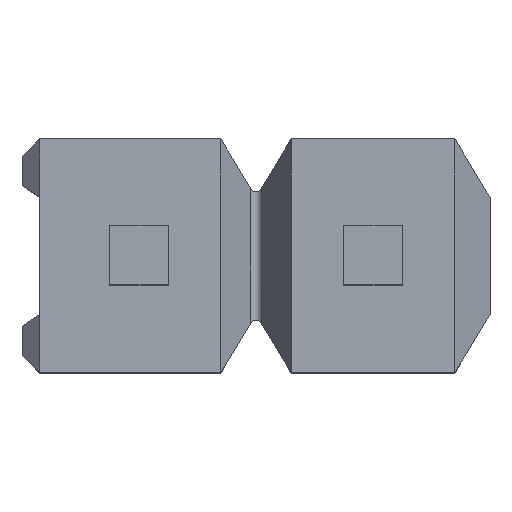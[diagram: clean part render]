
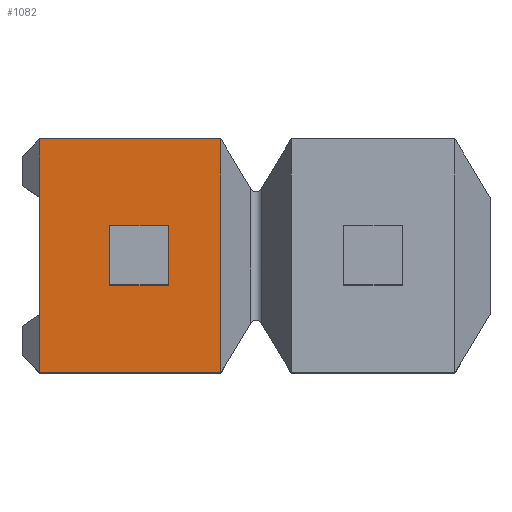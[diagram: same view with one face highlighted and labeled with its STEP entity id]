
A CAD part, top view. The second image highlights one B-rep face of the part: STEP entity #1082.
In plain terms, the highlighted planar face has unit normal (0, 0, 1).
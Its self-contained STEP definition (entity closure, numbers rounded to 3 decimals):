
#191=DIRECTION('',(1.,0.,0.));
#192=VECTOR('',#191,0.5);
#193=CARTESIAN_POINT('',(-1.25,-0.25,0.));
#194=LINE('',#193,#192);
#195=DIRECTION('',(0.,1.,0.));
#196=VECTOR('',#195,0.5);
#197=CARTESIAN_POINT('',(-0.75,-0.25,0.));
#198=LINE('',#197,#196);
#199=DIRECTION('',(1.,0.,0.));
#200=VECTOR('',#199,0.5);
#201=CARTESIAN_POINT('',(-1.25,0.25,0.));
#202=LINE('',#201,#200);
#203=DIRECTION('',(0.,1.,0.));
#204=VECTOR('',#203,0.5);
#205=CARTESIAN_POINT('',(-1.25,-0.25,0.));
#206=LINE('',#205,#204);
#235=DIRECTION('',(0.,1.,0.));
#236=VECTOR('',#235,0.5);
#237=CARTESIAN_POINT('',(-1.85,0.5,0.));
#238=LINE('',#237,#236);
#239=DIRECTION('',(1.,0.,0.));
#240=VECTOR('',#239,1.55);
#241=CARTESIAN_POINT('',(-1.85,1.,0.));
#242=LINE('',#241,#240);
#243=DIRECTION('',(0.,-1.,0.));
#244=VECTOR('',#243,2.);
#245=CARTESIAN_POINT('',(-0.3,1.,0.));
#246=LINE('',#245,#244);
#247=DIRECTION('',(0.,1.,0.));
#248=VECTOR('',#247,0.5);
#249=CARTESIAN_POINT('',(-1.85,-1.,0.));
#250=LINE('',#249,#248);
#251=DIRECTION('',(0.,1.,0.));
#252=VECTOR('',#251,1.);
#253=CARTESIAN_POINT('',(-1.85,-0.5,0.));
#254=LINE('',#253,#252);
#633=DIRECTION('',(1.,0.,0.));
#634=VECTOR('',#633,1.55);
#635=CARTESIAN_POINT('',(-1.85,-1.,0.));
#636=LINE('',#635,#634);
#769=CARTESIAN_POINT('',(-0.3,1.,0.));
#770=CARTESIAN_POINT('',(-0.3,-1.,0.));
#771=VERTEX_POINT('',#769);
#772=VERTEX_POINT('',#770);
#793=CARTESIAN_POINT('',(-1.85,0.5,0.));
#795=VERTEX_POINT('',#793);
#799=CARTESIAN_POINT('',(-1.85,1.,0.));
#800=VERTEX_POINT('',#799);
#819=CARTESIAN_POINT('',(-1.85,-1.,0.));
#820=VERTEX_POINT('',#819);
#822=CARTESIAN_POINT('',(-1.85,-0.5,0.));
#824=VERTEX_POINT('',#822);
#841=CARTESIAN_POINT('',(-1.25,-0.25,0.));
#842=CARTESIAN_POINT('',(-0.75,-0.25,0.));
#843=VERTEX_POINT('',#841);
#844=VERTEX_POINT('',#842);
#845=CARTESIAN_POINT('',(-1.25,0.25,0.));
#846=CARTESIAN_POINT('',(-0.75,0.25,0.));
#847=VERTEX_POINT('',#845);
#848=VERTEX_POINT('',#846);
#1055=CARTESIAN_POINT('',(-2.,1.,0.));
#1056=DIRECTION('',(0.,0.,1.));
#1057=DIRECTION('',(0.,-1.,0.));
#1058=AXIS2_PLACEMENT_3D('',#1055,#1056,#1057);
#1059=PLANE('',#1058);
#1060=ORIENTED_EDGE('',*,*,#995,.T.);
#1062=ORIENTED_EDGE('',*,*,#1061,.T.);
#1064=ORIENTED_EDGE('',*,*,#1063,.T.);
#1066=ORIENTED_EDGE('',*,*,#1065,.F.);
#1068=ORIENTED_EDGE('',*,*,#1067,.T.);
#1069=ORIENTED_EDGE('',*,*,#1019,.T.);
#1070=EDGE_LOOP('',(#1060,#1062,#1064,#1066,#1068,#1069));
#1071=FACE_OUTER_BOUND('',#1070,.F.);
#1073=ORIENTED_EDGE('',*,*,#1072,.T.);
#1075=ORIENTED_EDGE('',*,*,#1074,.T.);
#1077=ORIENTED_EDGE('',*,*,#1076,.F.);
#1079=ORIENTED_EDGE('',*,*,#1078,.F.);
#1080=EDGE_LOOP('',(#1073,#1075,#1077,#1079));
#1081=FACE_BOUND('',#1080,.F.);
#995=EDGE_CURVE('',#795,#800,#238,.T.);
#1019=EDGE_CURVE('',#824,#795,#254,.T.);
#1061=EDGE_CURVE('',#800,#771,#242,.T.);
#1063=EDGE_CURVE('',#771,#772,#246,.T.);
#1065=EDGE_CURVE('',#820,#772,#636,.T.);
#1067=EDGE_CURVE('',#820,#824,#250,.T.);
#1072=EDGE_CURVE('',#843,#844,#194,.T.);
#1074=EDGE_CURVE('',#844,#848,#198,.T.);
#1076=EDGE_CURVE('',#847,#848,#202,.T.);
#1078=EDGE_CURVE('',#843,#847,#206,.T.);
#1082=ADVANCED_FACE('',(#1071,#1081),#1059,.T.);
